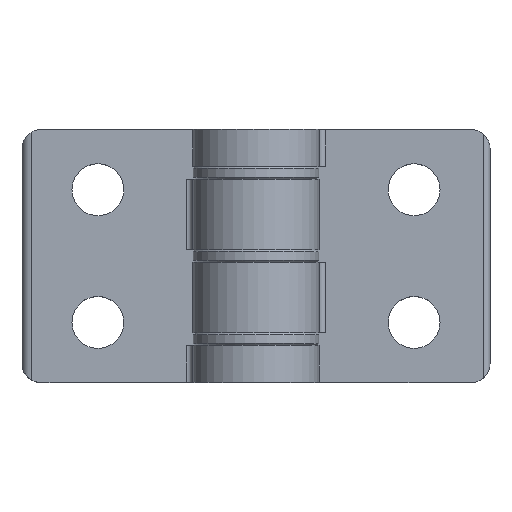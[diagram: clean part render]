
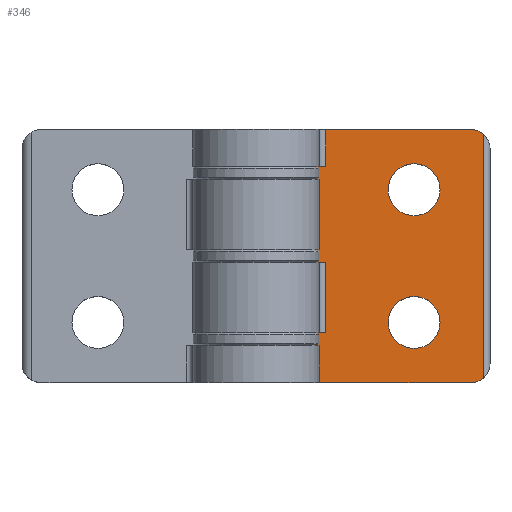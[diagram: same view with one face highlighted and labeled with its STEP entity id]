
A CAD part, top view. The second image highlights one B-rep face of the part: STEP entity #346.
In plain terms, the highlighted face is planar.
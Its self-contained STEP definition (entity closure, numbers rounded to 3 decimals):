
#346 = ADVANCED_FACE( '', ( #573, #574, #575 ), #576, .F. );
#573 = FACE_BOUND( '', #831, .T. );
#574 = FACE_BOUND( '', #832, .T. );
#575 = FACE_OUTER_BOUND( '', #833, .T. );
#576 = PLANE( '', #834 );
#831 = EDGE_LOOP( '', ( #1469 ) );
#832 = EDGE_LOOP( '', ( #1470 ) );
#833 = EDGE_LOOP( '', ( #1471, #1472, #1473, #1474, #1475, #1476, #1477, #1478, #1479, #1480, #1481, #1482 ) );
#834 = AXIS2_PLACEMENT_3D( '', #1483, #1484, #1485 );
#1469 = ORIENTED_EDGE( '', *, *, #1864, .T. );
#1470 = ORIENTED_EDGE( '', *, *, #1865, .F. );
#1471 = ORIENTED_EDGE( '', *, *, #1804, .F. );
#1472 = ORIENTED_EDGE( '', *, *, #1866, .T. );
#1473 = ORIENTED_EDGE( '', *, *, #1857, .F. );
#1474 = ORIENTED_EDGE( '', *, *, #1860, .F. );
#1475 = ORIENTED_EDGE( '', *, *, #1863, .T. );
#1476 = ORIENTED_EDGE( '', *, *, #1861, .T. );
#1477 = ORIENTED_EDGE( '', *, *, #1852, .F. );
#1478 = ORIENTED_EDGE( '', *, *, #1867, .F. );
#1479 = ORIENTED_EDGE( '', *, *, #1868, .F. );
#1480 = ORIENTED_EDGE( '', *, *, #1819, .F. );
#1481 = ORIENTED_EDGE( '', *, *, #1810, .F. );
#1482 = ORIENTED_EDGE( '', *, *, #1869, .T. );
#1483 = CARTESIAN_POINT( '', ( 36., -6., 20. ) );
#1484 = DIRECTION( '', ( 0., -1., 0. ) );
#1485 = DIRECTION( '', ( 0., 0., -1. ) );
#1804 = EDGE_CURVE( '', #2133, #2135, #2136, .T. );
#1810 = EDGE_CURVE( '', #2145, #2147, #2148, .T. );
#1819 = EDGE_CURVE( '', #2147, #2163, #2164, .T. );
#1852 = EDGE_CURVE( '', #2220, #2222, #2223, .T. );
#1857 = EDGE_CURVE( '', #2229, #2231, #2232, .T. );
#1860 = EDGE_CURVE( '', #2234, #2229, #2236, .T. );
#1861 = EDGE_CURVE( '', #2237, #2222, #2238, .T. );
#1863 = EDGE_CURVE( '', #2234, #2237, #2240, .T. );
#1864 = EDGE_CURVE( '', #2241, #2241, #2242, .T. );
#1865 = EDGE_CURVE( '', #2243, #2243, #2244, .T. );
#1866 = EDGE_CURVE( '', #2133, #2231, #2245, .T. );
#1867 = EDGE_CURVE( '', #2246, #2220, #2247, .T. );
#1868 = EDGE_CURVE( '', #2163, #2246, #2248, .T. );
#1869 = EDGE_CURVE( '', #2145, #2135, #2249, .T. );
#2133 = VERTEX_POINT( '', #2647 );
#2135 = VERTEX_POINT( '', #2650 );
#2136 = CIRCLE( '', #2651, 3. );
#2145 = VERTEX_POINT( '', #2671 );
#2147 = VERTEX_POINT( '', #2682 );
#2148 = CIRCLE( '', #2683, 3. );
#2163 = VERTEX_POINT( '', #2704 );
#2164 = LINE( '', #2705, #2706 );
#2220 = VERTEX_POINT( '', #2786 );
#2222 = VERTEX_POINT( '', #2788 );
#2223 = LINE( '', #2789, #2790 );
#2229 = VERTEX_POINT( '', #2796 );
#2231 = VERTEX_POINT( '', #2798 );
#2232 = LINE( '', #2799, #2800 );
#2234 = VERTEX_POINT( '', #2802 );
#2236 = LINE( '', #2804, #2805 );
#2237 = VERTEX_POINT( '', #2806 );
#2238 = LINE( '', #2807, #2808 );
#2240 = LINE( '', #2810, #2811 );
#2241 = VERTEX_POINT( '', #2812 );
#2242 = CIRCLE( '', #2813, 4.1 );
#2243 = VERTEX_POINT( '', #2814 );
#2244 = CIRCLE( '', #2815, 4.1 );
#2245 = LINE( '', #2816, #2817 );
#2246 = VERTEX_POINT( '', #2818 );
#2247 = LINE( '', #2819, #2820 );
#2248 = LINE( '', #2821, #2822 );
#2249 = LINE( '', #2823, #2824 );
#2647 = CARTESIAN_POINT( '', ( 34., -6., -20. ) );
#2650 = CARTESIAN_POINT( '', ( 36., -6., -19.236 ) );
#2651 = AXIS2_PLACEMENT_3D( '', #3140, #3141, #3142 );
#2671 = CARTESIAN_POINT( '', ( 36., -6., 19.236 ) );
#2682 = CARTESIAN_POINT( '', ( 34., -6., 20. ) );
#2683 = AXIS2_PLACEMENT_3D( '', #3148, #3149, #3150 );
#2704 = CARTESIAN_POINT( '', ( 8.69, -6., 20. ) );
#2705 = CARTESIAN_POINT( '', ( 36., -6., 20. ) );
#2706 = VECTOR( '', #3163, 1000. );
#2786 = CARTESIAN_POINT( '', ( 11., -6., 12.15 ) );
#2788 = CARTESIAN_POINT( '', ( 11., -6., 1. ) );
#2789 = CARTESIAN_POINT( '', ( 11., -6., 20. ) );
#2790 = VECTOR( '', #3212, 1000. );
#2796 = CARTESIAN_POINT( '', ( 11., -6., -14.15 ) );
#2798 = CARTESIAN_POINT( '', ( 11., -6., -20. ) );
#2799 = CARTESIAN_POINT( '', ( 11., -6., 20. ) );
#2800 = VECTOR( '', #3225, 1000. );
#2802 = CARTESIAN_POINT( '', ( 8.69, -6., -14.15 ) );
#2804 = CARTESIAN_POINT( '', ( 8.69, -6., -14.15 ) );
#2805 = VECTOR( '', #3232, 1000. );
#2806 = CARTESIAN_POINT( '', ( 8.69, -6., 1. ) );
#2807 = CARTESIAN_POINT( '', ( 8.69, -6., 1. ) );
#2808 = VECTOR( '', #3233, 1000. );
#2810 = CARTESIAN_POINT( '', ( 8.69, -6., -14.15 ) );
#2811 = VECTOR( '', #3237, 1000. );
#2812 = CARTESIAN_POINT( '', ( 25., -6., -14.6 ) );
#2813 = AXIS2_PLACEMENT_3D( '', #3238, #3239, #3240 );
#2814 = CARTESIAN_POINT( '', ( 25., -6., 14.6 ) );
#2815 = AXIS2_PLACEMENT_3D( '', #3241, #3242, #3243 );
#2816 = CARTESIAN_POINT( '', ( 36., -6., -20. ) );
#2817 = VECTOR( '', #3244, 1000. );
#2818 = CARTESIAN_POINT( '', ( 8.69, -6., 12.15 ) );
#2819 = CARTESIAN_POINT( '', ( 8.69, -6., 12.15 ) );
#2820 = VECTOR( '', #3245, 1000. );
#2821 = CARTESIAN_POINT( '', ( 8.69, -6., 26.91 ) );
#2822 = VECTOR( '', #3246, 1000. );
#2823 = CARTESIAN_POINT( '', ( 36., -6., 20. ) );
#2824 = VECTOR( '', #3247, 1000. );
#3140 = CARTESIAN_POINT( '', ( 34., -6., -17. ) );
#3141 = DIRECTION( '', ( 0., -1., 0. ) );
#3142 = DIRECTION( '', ( 0., 0., -1. ) );
#3148 = CARTESIAN_POINT( '', ( 34., -6., 17. ) );
#3149 = DIRECTION( '', ( 0., -1., 0. ) );
#3150 = DIRECTION( '', ( 0., 0., -1. ) );
#3163 = DIRECTION( '', ( -1., 0., 0. ) );
#3212 = DIRECTION( '', ( 0., 0., -1. ) );
#3225 = DIRECTION( '', ( 0., 0., -1. ) );
#3232 = DIRECTION( '', ( 1., 0., 0. ) );
#3233 = DIRECTION( '', ( 1., 0., 0. ) );
#3237 = DIRECTION( '', ( 0., 0., 1. ) );
#3238 = CARTESIAN_POINT( '', ( 25., -6., -10.5 ) );
#3239 = DIRECTION( '', ( 0., -1., 0. ) );
#3240 = DIRECTION( '', ( 0., 0., -1. ) );
#3241 = CARTESIAN_POINT( '', ( 25., -6., 10.5 ) );
#3242 = DIRECTION( '', ( 0., 1., 0. ) );
#3243 = DIRECTION( '', ( 0., 0., 1. ) );
#3244 = DIRECTION( '', ( -1., 0., 0. ) );
#3245 = DIRECTION( '', ( 1., 0., 0. ) );
#3246 = DIRECTION( '', ( 0., 0., -1. ) );
#3247 = DIRECTION( '', ( 0., 0., -1. ) );
